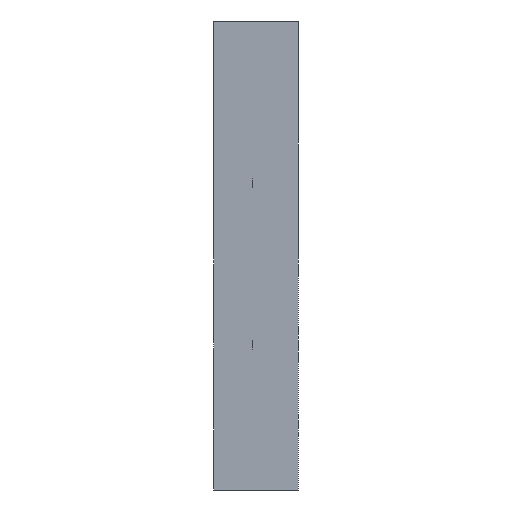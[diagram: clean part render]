
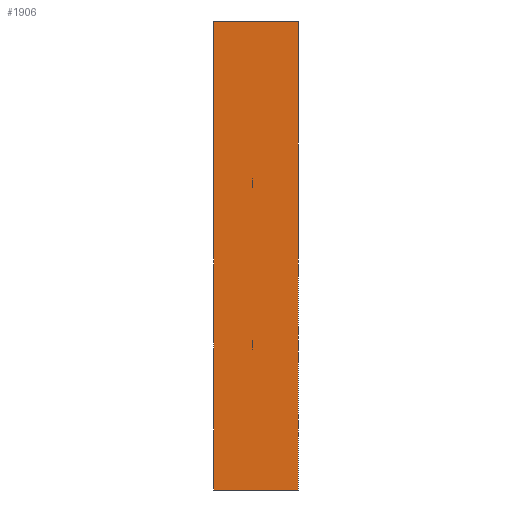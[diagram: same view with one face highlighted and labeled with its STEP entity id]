
A CAD part, left-side view. The second image highlights one B-rep face of the part: STEP entity #1906.
In plain terms, the highlighted planar face has unit normal (-1, 0, 0).
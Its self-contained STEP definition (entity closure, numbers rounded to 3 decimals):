
#112 = PLANE ( 'NONE',  #1672 ) ;
#149 = VERTEX_POINT ( 'NONE', #1806 ) ;
#204 = LINE ( 'NONE', #337, #1092 ) ;
#245 = CARTESIAN_POINT ( 'NONE',  ( 0., 15.75, 0. ) ) ;
#285 = ORIENTED_EDGE ( 'NONE', *, *, #928, .T. ) ;
#311 = EDGE_CURVE ( 'NONE', #1284, #149, #415, .T. ) ;
#329 = DIRECTION ( 'NONE',  ( 0., 0., 1. ) ) ;
#337 = CARTESIAN_POINT ( 'NONE',  ( 0., 0., 0. ) ) ;
#347 = FACE_OUTER_BOUND ( 'NONE', #700, .T. ) ;
#362 = CARTESIAN_POINT ( 'NONE',  ( 0., 0., 0. ) ) ;
#383 = CARTESIAN_POINT ( 'NONE',  ( 0., 15.75, -87. ) ) ;
#413 = DIRECTION ( 'NONE',  ( 0., -1., 0. ) ) ;
#415 = LINE ( 'NONE', #1294, #1695 ) ;
#546 = CARTESIAN_POINT ( 'NONE',  ( 0., 15.75, 0. ) ) ;
#700 = EDGE_LOOP ( 'NONE', ( #285, #1808, #1849, #707 ) ) ;
#707 = ORIENTED_EDGE ( 'NONE', *, *, #311, .T. ) ;
#806 = DIRECTION ( 'NONE',  ( 1., 0., 0. ) ) ;
#928 = EDGE_CURVE ( 'NONE', #149, #2013, #204, .T. ) ;
#950 = VECTOR ( 'NONE', #1667, 1000. ) ;
#1017 = EDGE_CURVE ( 'NONE', #1752, #2013, #1367, .T. ) ;
#1092 = VECTOR ( 'NONE', #329, 1000. ) ;
#1132 = DIRECTION ( 'NONE',  ( 0., -1., 0. ) ) ;
#1284 = VERTEX_POINT ( 'NONE', #383 ) ;
#1293 = LINE ( 'NONE', #546, #950 ) ;
#1294 = CARTESIAN_POINT ( 'NONE',  ( 0., 15.75, -87. ) ) ;
#1367 = LINE ( 'NONE', #1369, #1418 ) ;
#1369 = CARTESIAN_POINT ( 'NONE',  ( 0., 15.75, 0. ) ) ;
#1418 = VECTOR ( 'NONE', #413, 1000. ) ;
#1526 = EDGE_CURVE ( 'NONE', #1284, #1752, #1293, .T. ) ;
#1667 = DIRECTION ( 'NONE',  ( 0., 0., 1. ) ) ;
#1672 = AXIS2_PLACEMENT_3D ( 'NONE', #2098, #806, #1944 ) ;
#1695 = VECTOR ( 'NONE', #1132, 1000. ) ;
#1752 = VERTEX_POINT ( 'NONE', #245 ) ;
#1806 = CARTESIAN_POINT ( 'NONE',  ( 0., 0., -87. ) ) ;
#1808 = ORIENTED_EDGE ( 'NONE', *, *, #1017, .F. ) ;
#1849 = ORIENTED_EDGE ( 'NONE', *, *, #1526, .F. ) ;
#1906 = ADVANCED_FACE ( 'NONE', ( #347 ), #112, .F. ) ;
#1944 = DIRECTION ( 'NONE',  ( 0., 0., -1. ) ) ;
#2013 = VERTEX_POINT ( 'NONE', #362 ) ;
#2098 = CARTESIAN_POINT ( 'NONE',  ( 0., 15.75, 0. ) ) ;
